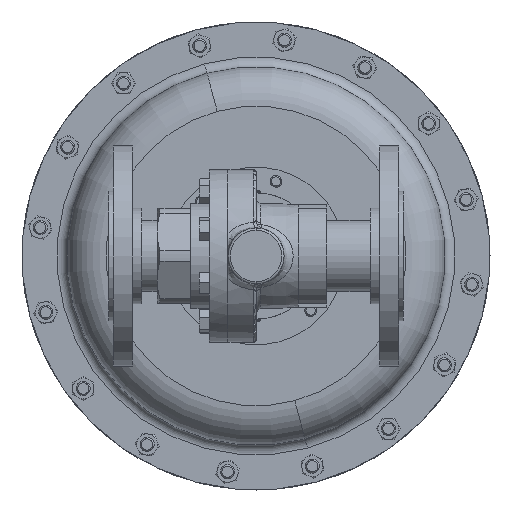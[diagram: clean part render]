
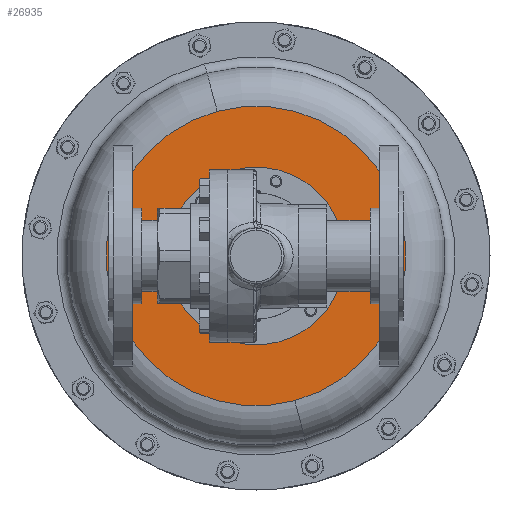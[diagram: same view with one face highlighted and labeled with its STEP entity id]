
A CAD part, front view. The second image highlights one B-rep face of the part: STEP entity #26935.
In plain terms, the highlighted planar face has unit normal (0, -1, 0).
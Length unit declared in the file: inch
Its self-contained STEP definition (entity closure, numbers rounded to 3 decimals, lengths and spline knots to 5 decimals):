
#953 = ORIENTED_EDGE ( 'NONE', *, *, #11606, .F. ) ;
#3152 = DIRECTION ( 'NONE',  ( 0., 1., 0. ) ) ;
#3426 = CARTESIAN_POINT ( 'NONE',  ( -1.03528, 7.2525, 3.8637 ) ) ;
#5703 = CARTESIAN_POINT ( 'NONE',  ( 0., 7.2525, 0. ) ) ;
#7896 = VERTEX_POINT ( 'NONE', #8104 ) ;
#8104 = CARTESIAN_POINT ( 'NONE',  ( 1.03528, 7.2525, -3.8637 ) ) ;
#8264 = DIRECTION ( 'NONE',  ( 0.707, 0., 0.707 ) ) ;
#8704 = CIRCLE ( 'NONE', #16374, 4. ) ;
#9714 = AXIS2_PLACEMENT_3D ( 'NONE', #27669, #12534, #30192 ) ;
#11220 = CIRCLE ( 'NONE', #13841, 4. ) ;
#11307 = EDGE_LOOP ( 'NONE', ( #23286, #16274 ) ) ;
#11606 = EDGE_CURVE ( 'NONE', #26521, #7896, #11220, .T. ) ;
#11858 = CIRCLE ( 'NONE', #20247, 2.375 ) ;
#12534 = DIRECTION ( 'NONE',  ( 0., 1., 0. ) ) ;
#12681 = CARTESIAN_POINT ( 'NONE',  ( 0., 7.2525, 0. ) ) ;
#13841 = AXIS2_PLACEMENT_3D ( 'NONE', #12681, #30335, #15243 ) ;
#15243 = DIRECTION ( 'NONE',  ( -0.259, 0., 0.966 ) ) ;
#15407 = DIRECTION ( 'NONE',  ( 0.259, 0., -0.966 ) ) ;
#15741 = ORIENTED_EDGE ( 'NONE', *, *, #29429, .F. ) ;
#15887 = VERTEX_POINT ( 'NONE', #17428 ) ;
#16274 = ORIENTED_EDGE ( 'NONE', *, *, #32024, .T. ) ;
#16374 = AXIS2_PLACEMENT_3D ( 'NONE', #18366, #3152, #20885 ) ;
#17428 = CARTESIAN_POINT ( 'NONE',  ( -1.67938, 7.2525, -1.67938 ) ) ;
#18366 = CARTESIAN_POINT ( 'NONE',  ( 0., 7.2525, 0. ) ) ;
#19136 = FACE_BOUND ( 'NONE', #11307, .T. ) ;
#20247 = AXIS2_PLACEMENT_3D ( 'NONE', #5703, #23412, #8264 ) ;
#20356 = PLANE ( 'NONE',  #28401 ) ;
#20885 = DIRECTION ( 'NONE',  ( -0.259, 0., 0.966 ) ) ;
#21559 = EDGE_LOOP ( 'NONE', ( #953, #15741 ) ) ;
#22890 = CARTESIAN_POINT ( 'NONE',  ( 3.8637, 7.2525, 1.03528 ) ) ;
#23286 = ORIENTED_EDGE ( 'NONE', *, *, #26844, .T. ) ;
#23412 = DIRECTION ( 'NONE',  ( 0., 1., 0. ) ) ;
#26521 = VERTEX_POINT ( 'NONE', #3426 ) ;
#26650 = CIRCLE ( 'NONE', #9714, 2.375 ) ;
#26844 = EDGE_CURVE ( 'NONE', #15887, #27792, #26650, .T. ) ;
#26935 = ADVANCED_FACE ( 'NONE', ( #30986, #19136 ), #20356, .T. ) ;
#26946 = CARTESIAN_POINT ( 'NONE',  ( 1.67938, 7.2525, 1.67938 ) ) ;
#27669 = CARTESIAN_POINT ( 'NONE',  ( 0., 7.2525, 0. ) ) ;
#27792 = VERTEX_POINT ( 'NONE', #26946 ) ;
#28401 = AXIS2_PLACEMENT_3D ( 'NONE', #22890, #30507, #15407 ) ;
#29429 = EDGE_CURVE ( 'NONE', #7896, #26521, #8704, .T. ) ;
#30192 = DIRECTION ( 'NONE',  ( 0.707, 0., 0.707 ) ) ;
#30335 = DIRECTION ( 'NONE',  ( 0., 1., 0. ) ) ;
#30507 = DIRECTION ( 'NONE',  ( 0., -1., 0. ) ) ;
#30986 = FACE_OUTER_BOUND ( 'NONE', #21559, .T. ) ;
#32024 = EDGE_CURVE ( 'NONE', #27792, #15887, #11858, .T. ) ;
